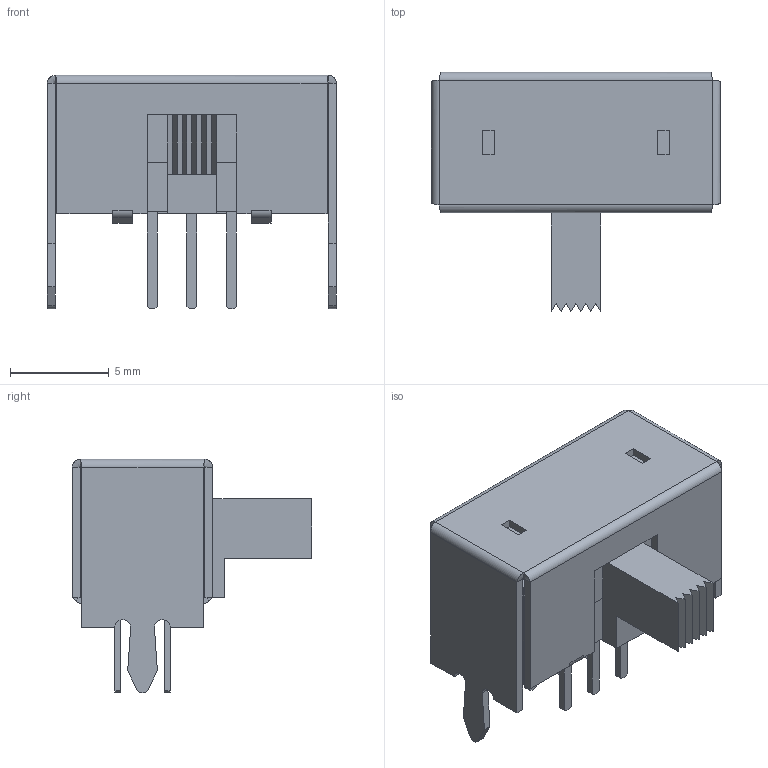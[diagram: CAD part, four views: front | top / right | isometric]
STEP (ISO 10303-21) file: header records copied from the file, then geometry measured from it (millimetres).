
FILE_DESCRIPTION (( 'STEP AP214' ), '1' );
FILE_NAME ('SW-TH_XKB_SK22D15L7.STEP', '2022-08-08T09:36:17', ( '' ), ( '' ), 'SwSTEP 2.0', 'SolidWorks 2020', '' );
FILE_SCHEMA (( 'AUTOMOTIVE_DESIGN' ));
Length unit declared in the file: millimetre
Products named in the file (1): SW-TH_XKB_SK22D15L7
Bounding box: 14.61 x 12.1 x 11.8 mm (x, y, z)
Volume: 715.1 mm3; surface area: 1332.3 mm2
Topology: 2 solids, 2 shells, 432 faces, 1171 edges, 760 vertices
Faces by surface type: plane 307, bspline 106, cylinder 19
Entity records: 18765 total; most frequent: CARTESIAN_POINT 3798, ORIENTED_EDGE 2342, DIRECTION 1655, EDGE_CURVE 1171, LINE 925, VECTOR 925, VERTEX_POINT 760, EDGE_LOOP 461
